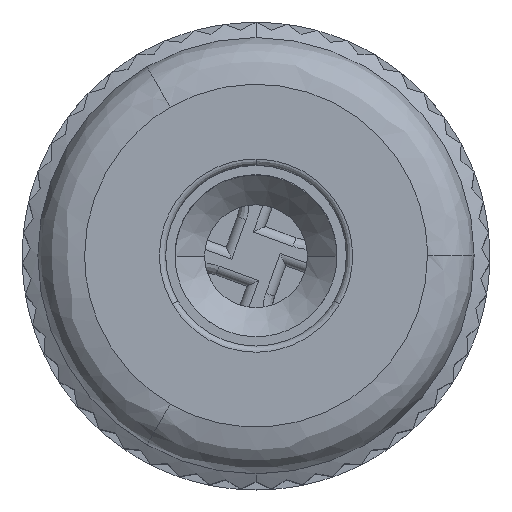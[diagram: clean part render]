
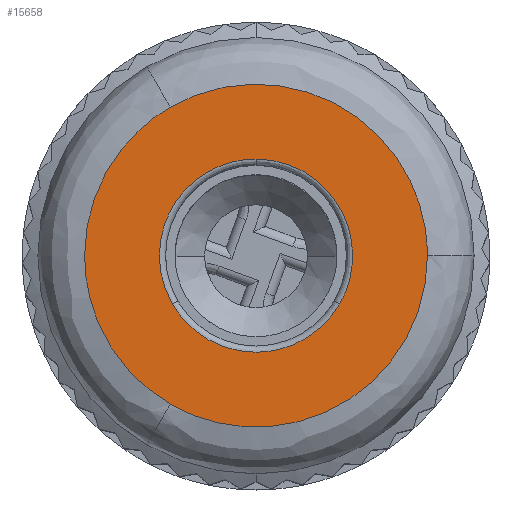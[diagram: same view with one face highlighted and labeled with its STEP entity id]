
A CAD part, top view. The second image highlights one B-rep face of the part: STEP entity #15658.
In plain terms, the highlighted planar face has unit normal (0, 0, 1).
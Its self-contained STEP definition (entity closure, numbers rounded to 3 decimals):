
#15644=AXIS2_PLACEMENT_3D('Plane Axis2P3D',#15641,#15642,#15643) ;
#8059=CARTESIAN_POINT('Vertex',(4.75,12.263,22.)) ;
#8066=CARTESIAN_POINT('Vertex',(4.75,2.737,22.)) ;
#8070=CARTESIAN_POINT('Control Point',(4.75,2.737,22.)) ;
#8071=CARTESIAN_POINT('Control Point',(2.,4.325,22.)) ;
#8072=CARTESIAN_POINT('Control Point',(2.,7.5,22.)) ;
#8073=CARTESIAN_POINT('Vertex',(2.,7.5,22.)) ;
#8077=CARTESIAN_POINT('Control Point',(2.,7.5,22.)) ;
#8078=CARTESIAN_POINT('Control Point',(2.,10.675,22.)) ;
#8079=CARTESIAN_POINT('Control Point',(4.75,12.263,22.)) ;
#8104=CARTESIAN_POINT('Vertex',(13.,7.5,22.)) ;
#8108=CARTESIAN_POINT('Control Point',(4.75,12.263,22.)) ;
#8109=CARTESIAN_POINT('Control Point',(13.,17.026,22.)) ;
#8110=CARTESIAN_POINT('Control Point',(13.,7.5,22.)) ;
#8130=CARTESIAN_POINT('Control Point',(13.,7.5,22.)) ;
#8131=CARTESIAN_POINT('Control Point',(13.,-2.026,22.)) ;
#8132=CARTESIAN_POINT('Control Point',(4.75,2.737,22.)) ;
#13494=CARTESIAN_POINT('Vertex',(7.5,10.6,22.)) ;
#13498=CARTESIAN_POINT('Control Point',(4.815,5.95,22.)) ;
#13499=CARTESIAN_POINT('Control Point',(2.131,10.6,22.)) ;
#13500=CARTESIAN_POINT('Control Point',(7.5,10.6,22.)) ;
#13501=CARTESIAN_POINT('Vertex',(4.815,5.95,22.)) ;
#13527=CARTESIAN_POINT('Control Point',(7.5,4.4,22.)) ;
#13528=CARTESIAN_POINT('Control Point',(5.71,4.4,22.)) ;
#13529=CARTESIAN_POINT('Control Point',(4.815,5.95,22.)) ;
#13530=CARTESIAN_POINT('Vertex',(7.5,4.4,22.)) ;
#13534=CARTESIAN_POINT('Control Point',(10.185,5.95,22.)) ;
#13535=CARTESIAN_POINT('Control Point',(9.29,4.4,22.)) ;
#13536=CARTESIAN_POINT('Control Point',(7.5,4.4,22.)) ;
#13537=CARTESIAN_POINT('Vertex',(10.185,5.95,22.)) ;
#13629=CARTESIAN_POINT('Control Point',(7.5,10.6,22.)) ;
#13630=CARTESIAN_POINT('Control Point',(12.869,10.6,22.)) ;
#13631=CARTESIAN_POINT('Control Point',(10.185,5.95,22.)) ;
#15641=CARTESIAN_POINT('Axis2P3D Location',(14.85,0.15,22.)) ;
#15642=DIRECTION('Axis2P3D Direction',(0.,0.,1.)) ;
#15643=DIRECTION('Axis2P3D XDirection',(0.,1.,0.)) ;
#15647=ORIENTED_EDGE('',*,*,#8133,.T.) ;
#15648=ORIENTED_EDGE('',*,*,#8111,.T.) ;
#15649=ORIENTED_EDGE('',*,*,#8080,.T.) ;
#15650=ORIENTED_EDGE('',*,*,#8075,.T.) ;
#15653=ORIENTED_EDGE('',*,*,#13532,.T.) ;
#15654=ORIENTED_EDGE('',*,*,#13503,.T.) ;
#15655=ORIENTED_EDGE('',*,*,#13632,.T.) ;
#15656=ORIENTED_EDGE('',*,*,#13539,.T.) ;
#15657=FACE_BOUND('',#15652,.T.) ;
#15658=ADVANCED_FACE('Hauptk\X2\00F6\X0\rper',(#15651,#15657),#15645,.T.) ;
#8075=EDGE_CURVE('',#8074,#8067,#8069,.F.) ;
#8080=EDGE_CURVE('',#8060,#8074,#8076,.F.) ;
#8111=EDGE_CURVE('',#8105,#8060,#8107,.F.) ;
#8133=EDGE_CURVE('',#8067,#8105,#8129,.F.) ;
#13503=EDGE_CURVE('',#13502,#13495,#13497,.T.) ;
#13532=EDGE_CURVE('',#13531,#13502,#13526,.T.) ;
#13539=EDGE_CURVE('',#13538,#13531,#13533,.T.) ;
#13632=EDGE_CURVE('',#13495,#13538,#13628,.T.) ;
#15646=EDGE_LOOP('',(#15647,#15648,#15649,#15650)) ;
#15652=EDGE_LOOP('',(#15653,#15654,#15655,#15656)) ;
#15651=FACE_OUTER_BOUND('',#15646,.T.) ;
#15645=PLANE('',#15644) ;
#8060=VERTEX_POINT('',#8059) ;
#8067=VERTEX_POINT('',#8066) ;
#8074=VERTEX_POINT('',#8073) ;
#8105=VERTEX_POINT('',#8104) ;
#13495=VERTEX_POINT('',#13494) ;
#13502=VERTEX_POINT('',#13501) ;
#13531=VERTEX_POINT('',#13530) ;
#13538=VERTEX_POINT('',#13537) ;
#8069=(BOUNDED_CURVE()B_SPLINE_CURVE(2,(#8070,#8071,#8072),.UNSPECIFIED.,.F.,.U.)B_SPLINE_CURVE_WITH_KNOTS((3,3),(22.296,33.444),.UNSPECIFIED.)CURVE()GEOMETRIC_REPRESENTATION_ITEM()RATIONAL_B_SPLINE_CURVE((1.,0.75,0.75))REPRESENTATION_ITEM('')) ;
#8076=(BOUNDED_CURVE()B_SPLINE_CURVE(2,(#8077,#8078,#8079),.UNSPECIFIED.,.F.,.U.)B_SPLINE_CURVE_WITH_KNOTS((3,3),(33.444,44.593),.UNSPECIFIED.)CURVE()GEOMETRIC_REPRESENTATION_ITEM()RATIONAL_B_SPLINE_CURVE((0.75,0.75,1.))REPRESENTATION_ITEM('')) ;
#8107=(BOUNDED_CURVE()B_SPLINE_CURVE(2,(#8108,#8109,#8110),.UNSPECIFIED.,.F.,.U.)B_SPLINE_CURVE_WITH_KNOTS((3,3),(44.593,66.889),.UNSPECIFIED.)CURVE()GEOMETRIC_REPRESENTATION_ITEM()RATIONAL_B_SPLINE_CURVE((1.,0.5,1.))REPRESENTATION_ITEM('')) ;
#8129=(BOUNDED_CURVE()B_SPLINE_CURVE(2,(#8130,#8131,#8132),.UNSPECIFIED.,.F.,.U.)B_SPLINE_CURVE_WITH_KNOTS((3,3),(0.,22.296),.UNSPECIFIED.)CURVE()GEOMETRIC_REPRESENTATION_ITEM()RATIONAL_B_SPLINE_CURVE((1.,0.5,1.))REPRESENTATION_ITEM('')) ;
#13497=(BOUNDED_CURVE()B_SPLINE_CURVE(2,(#13498,#13499,#13500),.UNSPECIFIED.,.F.,.U.)B_SPLINE_CURVE_WITH_KNOTS((3,3),(20.612,30.919),.UNSPECIFIED.)CURVE()GEOMETRIC_REPRESENTATION_ITEM()RATIONAL_B_SPLINE_CURVE((1.,0.5,1.))REPRESENTATION_ITEM('')) ;
#13526=(BOUNDED_CURVE()B_SPLINE_CURVE(2,(#13527,#13528,#13529),.UNSPECIFIED.,.F.,.U.)B_SPLINE_CURVE_WITH_KNOTS((3,3),(15.459,20.612),.UNSPECIFIED.)CURVE()GEOMETRIC_REPRESENTATION_ITEM()RATIONAL_B_SPLINE_CURVE((0.75,0.75,1.))REPRESENTATION_ITEM('')) ;
#13533=(BOUNDED_CURVE()B_SPLINE_CURVE(2,(#13534,#13535,#13536),.UNSPECIFIED.,.F.,.U.)B_SPLINE_CURVE_WITH_KNOTS((3,3),(10.306,15.459),.UNSPECIFIED.)CURVE()GEOMETRIC_REPRESENTATION_ITEM()RATIONAL_B_SPLINE_CURVE((1.,0.75,0.75))REPRESENTATION_ITEM('')) ;
#13628=(BOUNDED_CURVE()B_SPLINE_CURVE(2,(#13629,#13630,#13631),.UNSPECIFIED.,.F.,.U.)B_SPLINE_CURVE_WITH_KNOTS((3,3),(0.,10.306),.UNSPECIFIED.)CURVE()GEOMETRIC_REPRESENTATION_ITEM()RATIONAL_B_SPLINE_CURVE((1.,0.5,1.))REPRESENTATION_ITEM('')) ;
